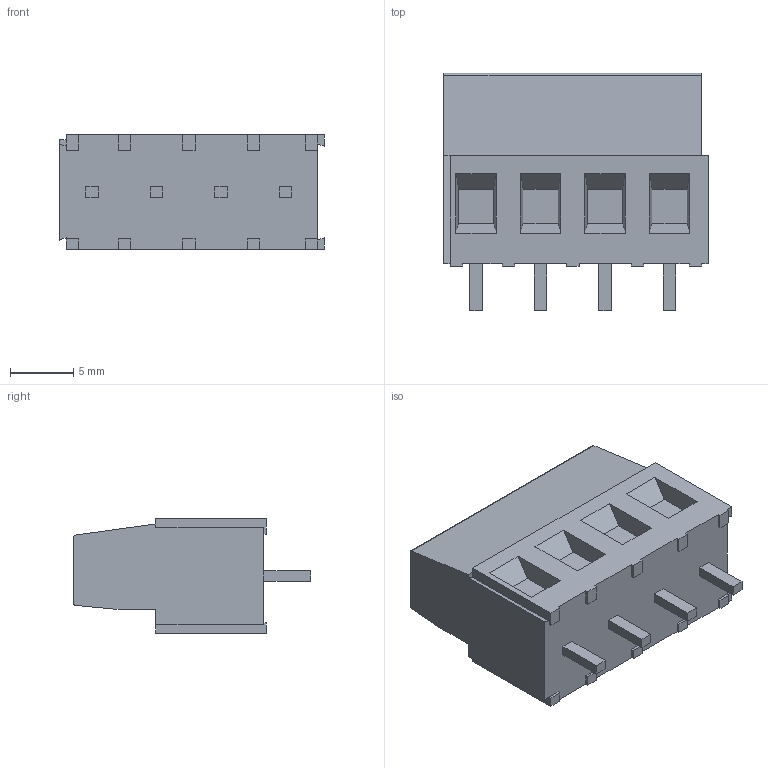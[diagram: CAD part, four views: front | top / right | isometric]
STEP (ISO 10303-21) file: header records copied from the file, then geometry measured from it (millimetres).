
FILE_DESCRIPTION((''),'2;1');
FILE_NAME('C-282841-4','2009-03-21T',('workeradm'),('Tyco Electronics Corporation'),'PRO/ENGINEER BY PARAMETRIC TECHNOLOGY CORPORATION, 2007390','PRO/ENGINEER BY PARAMETRIC TECHNOLOGY CORPORATION, 2007390','');
FILE_SCHEMA(('AUTOMOTIVE_DESIGN { 1 0 10303 214 1 1 1 1 }'));
Length unit declared in the file: millimetre
Products named in the file (1): C-282841-4
Bounding box: 20.82 x 18.7 x 9 mm (x, y, z)
Volume: 2242.7 mm3; surface area: 1441.2 mm2
Topology: 1 solids, 1 shells, 180 faces, 437 edges, 291 vertices
Faces by surface type: plane 154, torus 16, cylinder 10
Entity records: 6816 total; most frequent: CARTESIAN_POINT 1117, ORIENTED_EDGE 874, DIRECTION 849, PRESENTATION_STYLE_ASSIGNMENT 438, STYLED_ITEM 438, CURVE_STYLE 437, EDGE_CURVE 437, VECTOR 353
